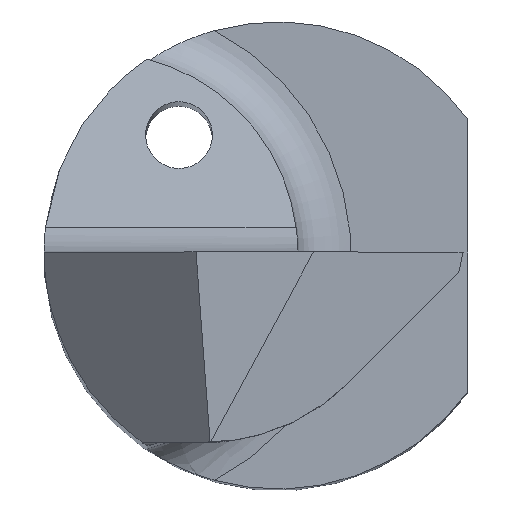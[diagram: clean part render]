
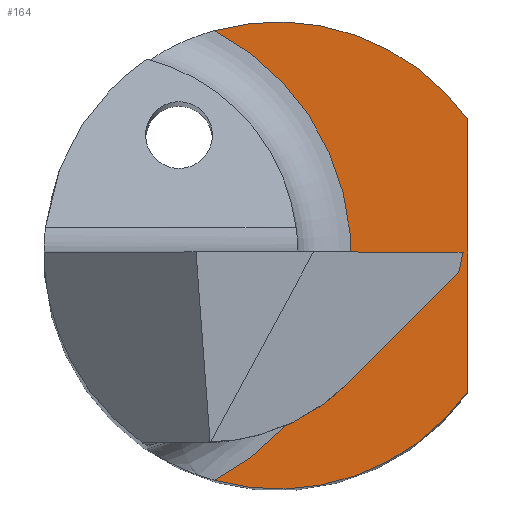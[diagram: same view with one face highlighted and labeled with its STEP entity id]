
A CAD part, top view. The second image highlights one B-rep face of the part: STEP entity #164.
In plain terms, the highlighted planar face has unit normal (0, 0, 1).
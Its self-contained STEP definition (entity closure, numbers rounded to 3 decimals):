
#1 = CARTESIAN_POINT ( 'NONE',  ( 2.85, 0.5, 14.75 ) ) ;
#29 = CARTESIAN_POINT ( 'NONE',  ( -0.951, -3.368, 14.75 ) ) ;
#61 = LINE ( 'NONE', #1, #341 ) ;
#68 = EDGE_CURVE ( 'NONE', #609, #267, #61, .T. ) ;
#123 = DIRECTION ( 'NONE',  ( 0., 0., 1. ) ) ;
#128 = DIRECTION ( 'NONE',  ( 0., -1., 0. ) ) ;
#139 = PLANE ( 'NONE',  #736 ) ;
#163 = CARTESIAN_POINT ( 'NONE',  ( 2.85, -2.032, 14.75 ) ) ;
#164 = ADVANCED_FACE ( 'NONE', ( #237 ), #139, .T. ) ;
#206 = CARTESIAN_POINT ( 'NONE',  ( 0., 0., 14.75 ) ) ;
#218 = CARTESIAN_POINT ( 'NONE',  ( -0.951, 3.368, 14.75 ) ) ;
#237 = FACE_OUTER_BOUND ( 'NONE', #698, .T. ) ;
#250 = ORIENTED_EDGE ( 'NONE', *, *, #68, .F. ) ;
#267 = VERTEX_POINT ( 'NONE', #163 ) ;
#309 = AXIS2_PLACEMENT_3D ( 'NONE', #696, #703, #620 ) ;
#341 = VECTOR ( 'NONE', #128, 1000. ) ;
#343 = CIRCLE ( 'NONE', #827, 3.5 ) ;
#348 = CARTESIAN_POINT ( 'NONE',  ( 0., 0., 14.75 ) ) ;
#354 = EDGE_CURVE ( 'NONE', #609, #476, #846, .T. ) ;
#370 = AXIS2_PLACEMENT_3D ( 'NONE', #348, #611, #479 ) ;
#373 = CARTESIAN_POINT ( 'NONE',  ( 2.85, 2.032, 14.75 ) ) ;
#413 = CIRCLE ( 'NONE', #309, 3.791 ) ;
#414 = VERTEX_POINT ( 'NONE', #29 ) ;
#442 = DIRECTION ( 'NONE',  ( 0., 0., 1. ) ) ;
#466 = ORIENTED_EDGE ( 'NONE', *, *, #822, .T. ) ;
#476 = VERTEX_POINT ( 'NONE', #218 ) ;
#479 = DIRECTION ( 'NONE',  ( 1., 0., 0. ) ) ;
#609 = VERTEX_POINT ( 'NONE', #373 ) ;
#611 = DIRECTION ( 'NONE',  ( 0., 0., 1. ) ) ;
#620 = DIRECTION ( 'NONE',  ( 1., 0., 0. ) ) ;
#650 = ORIENTED_EDGE ( 'NONE', *, *, #970, .T. ) ;
#658 = ORIENTED_EDGE ( 'NONE', *, *, #354, .T. ) ;
#696 = CARTESIAN_POINT ( 'NONE',  ( -2.691, 0., 14.75 ) ) ;
#698 = EDGE_LOOP ( 'NONE', ( #466, #250, #658, #650 ) ) ;
#703 = DIRECTION ( 'NONE',  ( 0., 0., -1. ) ) ;
#736 = AXIS2_PLACEMENT_3D ( 'NONE', #820, #442, #743 ) ;
#743 = DIRECTION ( 'NONE',  ( 1., 0., 0. ) ) ;
#820 = CARTESIAN_POINT ( 'NONE',  ( 0., 0., 14.75 ) ) ;
#822 = EDGE_CURVE ( 'NONE', #414, #267, #343, .T. ) ;
#827 = AXIS2_PLACEMENT_3D ( 'NONE', #206, #123, #959 ) ;
#846 = CIRCLE ( 'NONE', #370, 3.5 ) ;
#959 = DIRECTION ( 'NONE',  ( 1., 0., 0. ) ) ;
#970 = EDGE_CURVE ( 'NONE', #476, #414, #413, .T. ) ;
